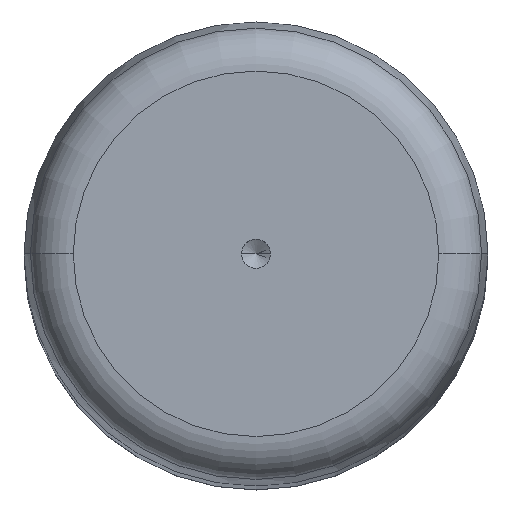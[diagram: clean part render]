
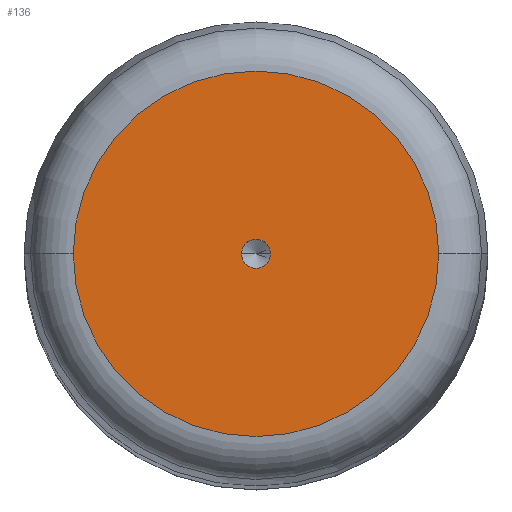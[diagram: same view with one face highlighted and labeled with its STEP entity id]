
A CAD part, top view. The second image highlights one B-rep face of the part: STEP entity #136.
In plain terms, the highlighted planar face has unit normal (0, 0, 1).
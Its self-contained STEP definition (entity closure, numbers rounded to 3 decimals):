
#15 = CARTESIAN_POINT ( 'NONE',  ( 0., 0., 170. ) ) ;
#24 = AXIS2_PLACEMENT_3D ( 'NONE', #15, #128, #366 ) ;
#49 = CARTESIAN_POINT ( 'NONE',  ( -1., 0., 170. ) ) ;
#74 = ORIENTED_EDGE ( 'NONE', *, *, #462, .F. ) ;
#80 = DIRECTION ( 'NONE',  ( 1., 0., 0. ) ) ;
#108 = VERTEX_POINT ( 'NONE', #49 ) ;
#114 = DIRECTION ( 'NONE',  ( 1., 0., 0. ) ) ;
#119 = FACE_OUTER_BOUND ( 'NONE', #543, .T. ) ;
#128 = DIRECTION ( 'NONE',  ( 0., 0., 1. ) ) ;
#136 = ADVANCED_FACE ( 'NONE', ( #365, #119 ), #428, .T. ) ;
#145 = AXIS2_PLACEMENT_3D ( 'NONE', #422, #326, #80 ) ;
#150 = AXIS2_PLACEMENT_3D ( 'NONE', #663, #401, #344 ) ;
#174 = VERTEX_POINT ( 'NONE', #269 ) ;
#187 = CIRCLE ( 'NONE', #327, 12.604 ) ;
#206 = CIRCLE ( 'NONE', #150, 12.604 ) ;
#221 = EDGE_CURVE ( 'NONE', #174, #108, #414, .T. ) ;
#257 = CARTESIAN_POINT ( 'NONE',  ( 0., 0., 170. ) ) ;
#269 = CARTESIAN_POINT ( 'NONE',  ( 1., 0., 170. ) ) ;
#326 = DIRECTION ( 'NONE',  ( 0., 0., 1. ) ) ;
#327 = AXIS2_PLACEMENT_3D ( 'NONE', #659, #608, #498 ) ;
#344 = DIRECTION ( 'NONE',  ( 1., 0., 0. ) ) ;
#365 = FACE_BOUND ( 'NONE', #411, .T. ) ;
#366 = DIRECTION ( 'NONE',  ( 1., 0., 0. ) ) ;
#374 = VERTEX_POINT ( 'NONE', #545 ) ;
#383 = VERTEX_POINT ( 'NONE', #536 ) ;
#401 = DIRECTION ( 'NONE',  ( 0., 0., 1. ) ) ;
#411 = EDGE_LOOP ( 'NONE', ( #644, #74 ) ) ;
#414 = CIRCLE ( 'NONE', #24, 1. ) ;
#422 = CARTESIAN_POINT ( 'NONE',  ( 0., 0., 170. ) ) ;
#428 = PLANE ( 'NONE',  #145 ) ;
#453 = DIRECTION ( 'NONE',  ( 0., 0., 1. ) ) ;
#462 = EDGE_CURVE ( 'NONE', #108, #174, #565, .T. ) ;
#498 = DIRECTION ( 'NONE',  ( 1., 0., 0. ) ) ;
#536 = CARTESIAN_POINT ( 'NONE',  ( -12.604, 0., 170. ) ) ;
#543 = EDGE_LOOP ( 'NONE', ( #653, #560 ) ) ;
#545 = CARTESIAN_POINT ( 'NONE',  ( 12.604, 0., 170. ) ) ;
#558 = EDGE_CURVE ( 'NONE', #383, #374, #187, .T. ) ;
#560 = ORIENTED_EDGE ( 'NONE', *, *, #558, .T. ) ;
#565 = CIRCLE ( 'NONE', #610, 1. ) ;
#585 = EDGE_CURVE ( 'NONE', #374, #383, #206, .T. ) ;
#608 = DIRECTION ( 'NONE',  ( 0., 0., 1. ) ) ;
#610 = AXIS2_PLACEMENT_3D ( 'NONE', #257, #453, #114 ) ;
#644 = ORIENTED_EDGE ( 'NONE', *, *, #221, .F. ) ;
#653 = ORIENTED_EDGE ( 'NONE', *, *, #585, .T. ) ;
#659 = CARTESIAN_POINT ( 'NONE',  ( 0., 0., 170. ) ) ;
#663 = CARTESIAN_POINT ( 'NONE',  ( 0., 0., 170. ) ) ;
